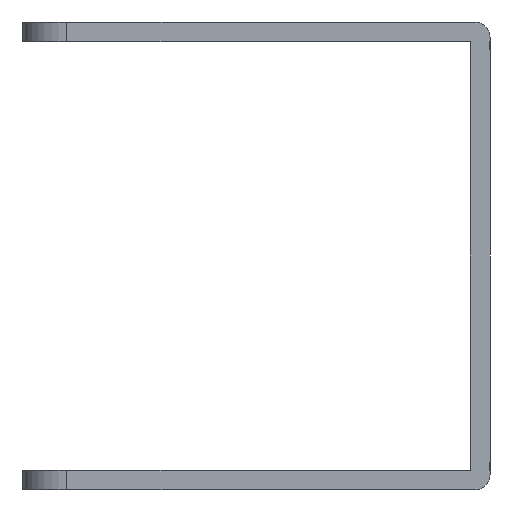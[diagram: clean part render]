
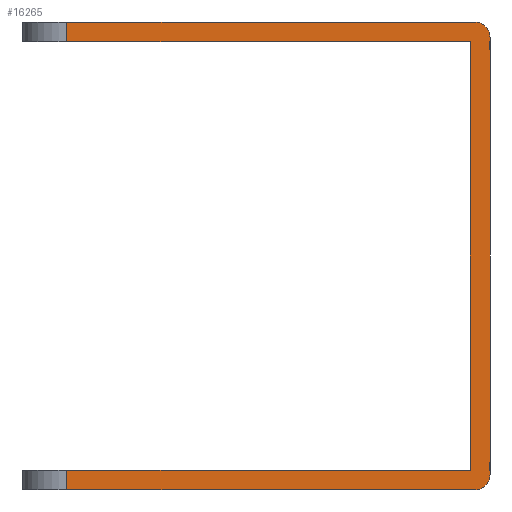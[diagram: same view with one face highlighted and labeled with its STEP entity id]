
A CAD part, left-side view. The second image highlights one B-rep face of the part: STEP entity #16265.
In plain terms, the highlighted planar face has unit normal (-1, 0, 0).
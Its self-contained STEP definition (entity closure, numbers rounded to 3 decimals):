
#601 = CARTESIAN_POINT ( 'NONE',  ( -84., 43.4, 24. ) ) ;
#789 = VERTEX_POINT ( 'NONE', #601 ) ;
#1033 = CARTESIAN_POINT ( 'NONE',  ( -84., 2., -22. ) ) ;
#1550 = CARTESIAN_POINT ( 'NONE',  ( -84., 43.4, 22. ) ) ;
#2366 = CARTESIAN_POINT ( 'NONE',  ( -84., 2., 22. ) ) ;
#2811 = EDGE_CURVE ( 'NONE', #789, #3122, #29201, .T. ) ;
#3122 = VERTEX_POINT ( 'NONE', #1550 ) ;
#3690 = VERTEX_POINT ( 'NONE', #5565 ) ;
#3778 = VERTEX_POINT ( 'NONE', #31647 ) ;
#4247 = CARTESIAN_POINT ( 'NONE',  ( -84., 0., -51. ) ) ;
#4674 = CARTESIAN_POINT ( 'NONE',  ( -84., 0., -51. ) ) ;
#4820 = CARTESIAN_POINT ( 'NONE',  ( -84., 0., -22.41 ) ) ;
#4849 = VECTOR ( 'NONE', #17610, 1000. ) ;
#5466 = EDGE_CURVE ( 'NONE', #10863, #3778, #32874, .T. ) ;
#5565 = CARTESIAN_POINT ( 'NONE',  ( -84., 0., 22.41 ) ) ;
#7027 = LINE ( 'NONE', #14156, #24643 ) ;
#7852 = CARTESIAN_POINT ( 'NONE',  ( -84., 1.59, -24. ) ) ;
#7957 = FACE_OUTER_BOUND ( 'NONE', #18528, .T. ) ;
#9049 = AXIS2_PLACEMENT_3D ( 'NONE', #30565, #18780, #32721 ) ;
#10817 = VERTEX_POINT ( 'NONE', #4820 ) ;
#10863 = VERTEX_POINT ( 'NONE', #19867 ) ;
#10878 = DIRECTION ( 'NONE',  ( 0., -1., 0. ) ) ;
#11777 = ORIENTED_EDGE ( 'NONE', *, *, #29257, .T. ) ;
#12126 = VECTOR ( 'NONE', #31847, 1000. ) ;
#12893 = CIRCLE ( 'NONE', #23385, 1.59 ) ;
#14156 = CARTESIAN_POINT ( 'NONE',  ( -84., 2., -24. ) ) ;
#15362 = EDGE_CURVE ( 'NONE', #789, #22210, #31987, .T. ) ;
#15531 = VECTOR ( 'NONE', #25608, 1000. ) ;
#16223 = EDGE_CURVE ( 'NONE', #37900, #10863, #34045, .T. ) ;
#16265 = ADVANCED_FACE ( 'NONE', ( #7957 ), #16829, .T. ) ;
#16329 = ORIENTED_EDGE ( 'NONE', *, *, #25463, .F. ) ;
#16483 = CARTESIAN_POINT ( 'NONE',  ( -84., 1.59, 24. ) ) ;
#16829 = PLANE ( 'NONE',  #31564 ) ;
#17610 = DIRECTION ( 'NONE',  ( 0., 0., -1. ) ) ;
#18157 = LINE ( 'NONE', #4247, #20267 ) ;
#18257 = LINE ( 'NONE', #30240, #23883 ) ;
#18528 = EDGE_LOOP ( 'NONE', ( #30020, #25726, #11777, #26435, #32910, #27281, #21974, #16329, #24957, #29000 ) ) ;
#18780 = DIRECTION ( 'NONE',  ( 1., 0., 0. ) ) ;
#19867 = CARTESIAN_POINT ( 'NONE',  ( -84., 43.4, -22. ) ) ;
#20048 = CARTESIAN_POINT ( 'NONE',  ( -84., 46., 22. ) ) ;
#20267 = VECTOR ( 'NONE', #24515, 1000. ) ;
#20877 = DIRECTION ( 'NONE',  ( 0., 0., -1. ) ) ;
#21265 = CARTESIAN_POINT ( 'NONE',  ( -84., 43.4, -51. ) ) ;
#21974 = ORIENTED_EDGE ( 'NONE', *, *, #36166, .T. ) ;
#22210 = VERTEX_POINT ( 'NONE', #16483 ) ;
#22224 = VERTEX_POINT ( 'NONE', #2366 ) ;
#22707 = CARTESIAN_POINT ( 'NONE',  ( -84., 0., 24. ) ) ;
#23077 = DIRECTION ( 'NONE',  ( 0., -1., 0. ) ) ;
#23385 = AXIS2_PLACEMENT_3D ( 'NONE', #34690, #35075, #23077 ) ;
#23782 = CARTESIAN_POINT ( 'NONE',  ( -84., 43.4, -51. ) ) ;
#23883 = VECTOR ( 'NONE', #36039, 1000. ) ;
#24383 = DIRECTION ( 'NONE',  ( 0., 1., 0. ) ) ;
#24515 = DIRECTION ( 'NONE',  ( 0., 0., 1. ) ) ;
#24643 = VECTOR ( 'NONE', #10878, 1000. ) ;
#24769 = CARTESIAN_POINT ( 'NONE',  ( -84., 46., -22. ) ) ;
#24957 = ORIENTED_EDGE ( 'NONE', *, *, #32570, .T. ) ;
#25463 = EDGE_CURVE ( 'NONE', #10817, #27333, #36177, .T. ) ;
#25608 = DIRECTION ( 'NONE',  ( 0., -1., 0. ) ) ;
#25726 = ORIENTED_EDGE ( 'NONE', *, *, #2811, .T. ) ;
#26435 = ORIENTED_EDGE ( 'NONE', *, *, #27417, .T. ) ;
#27281 = ORIENTED_EDGE ( 'NONE', *, *, #5466, .T. ) ;
#27333 = VERTEX_POINT ( 'NONE', #7852 ) ;
#27417 = EDGE_CURVE ( 'NONE', #22224, #37900, #18257, .T. ) ;
#29000 = ORIENTED_EDGE ( 'NONE', *, *, #31462, .F. ) ;
#29104 = VECTOR ( 'NONE', #24383, 1000. ) ;
#29201 = LINE ( 'NONE', #23782, #4849 ) ;
#29257 = EDGE_CURVE ( 'NONE', #3122, #22224, #34741, .T. ) ;
#30020 = ORIENTED_EDGE ( 'NONE', *, *, #15362, .F. ) ;
#30240 = CARTESIAN_POINT ( 'NONE',  ( -84., 2., 0. ) ) ;
#30565 = CARTESIAN_POINT ( 'NONE',  ( -84., 1.59, -22.41 ) ) ;
#31462 = EDGE_CURVE ( 'NONE', #22210, #3690, #12893, .T. ) ;
#31564 = AXIS2_PLACEMENT_3D ( 'NONE', #4674, #31714, #34418 ) ;
#31647 = CARTESIAN_POINT ( 'NONE',  ( -84., 43.4, -24. ) ) ;
#31714 = DIRECTION ( 'NONE',  ( -1., 0., 0. ) ) ;
#31847 = DIRECTION ( 'NONE',  ( 0., -1., 0. ) ) ;
#31987 = LINE ( 'NONE', #22707, #15531 ) ;
#32570 = EDGE_CURVE ( 'NONE', #10817, #3690, #18157, .T. ) ;
#32721 = DIRECTION ( 'NONE',  ( 0., -1., 0. ) ) ;
#32874 = LINE ( 'NONE', #21265, #37580 ) ;
#32910 = ORIENTED_EDGE ( 'NONE', *, *, #16223, .T. ) ;
#34045 = LINE ( 'NONE', #24769, #29104 ) ;
#34418 = DIRECTION ( 'NONE',  ( 0., 0., 1. ) ) ;
#34690 = CARTESIAN_POINT ( 'NONE',  ( -84., 1.59, 22.41 ) ) ;
#34741 = LINE ( 'NONE', #20048, #12126 ) ;
#35075 = DIRECTION ( 'NONE',  ( 1., 0., 0. ) ) ;
#36039 = DIRECTION ( 'NONE',  ( 0., 0., -1. ) ) ;
#36166 = EDGE_CURVE ( 'NONE', #3778, #27333, #7027, .T. ) ;
#36177 = CIRCLE ( 'NONE', #9049, 1.59 ) ;
#37580 = VECTOR ( 'NONE', #20877, 1000. ) ;
#37900 = VERTEX_POINT ( 'NONE', #1033 ) ;
